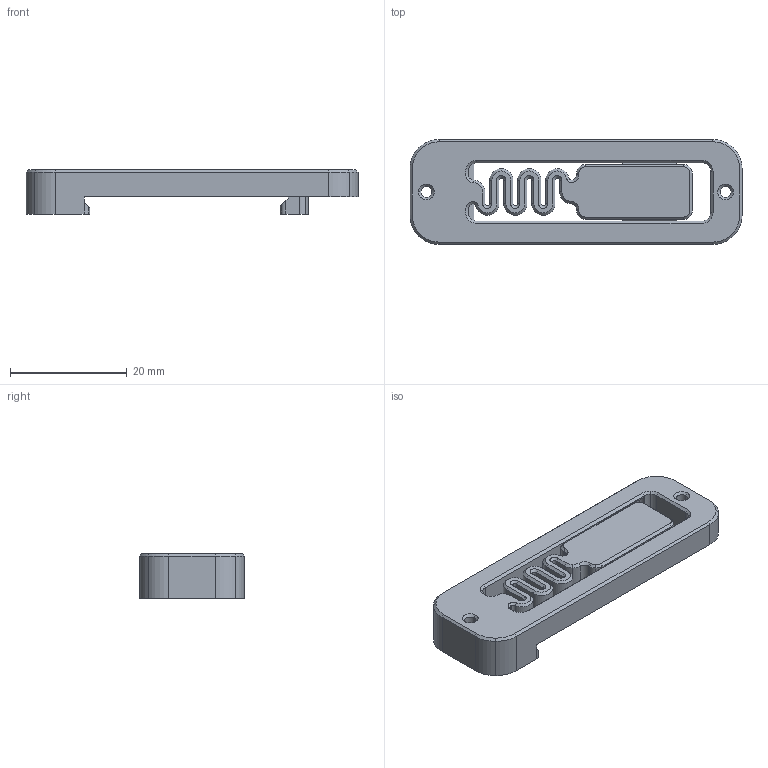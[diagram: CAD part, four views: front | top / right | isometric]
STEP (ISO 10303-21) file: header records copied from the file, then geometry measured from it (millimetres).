
FILE_DESCRIPTION (( 'STEP AP214' ), '1' );
FILE_NAME ('縐諶.STEP', '2021-06-28T06:58:13', ( '' ), ( '' ), 'SwSTEP 2.0', 'SolidWorks 2020', '' );
FILE_SCHEMA (( 'AUTOMOTIVE_DESIGN' ));
Length unit declared in the file: millimetre
Products named in the file (1): 縐諶
Bounding box: 56.9 x 18 x 7.6 mm (x, y, z)
Volume: 4380.2 mm3; surface area: 3730.6 mm2
Topology: 1 solids, 1 shells, 201 faces, 508 edges, 312 vertices
Faces by surface type: cylinder 76, plane 73, cone 52
Entity records: 6012 total; most frequent: CARTESIAN_POINT 1142, DIRECTION 1036, ORIENTED_EDGE 1016, EDGE_CURVE 508, AXIS2_PLACEMENT_3D 366, VERTEX_POINT 312, LINE 304, VECTOR 304
